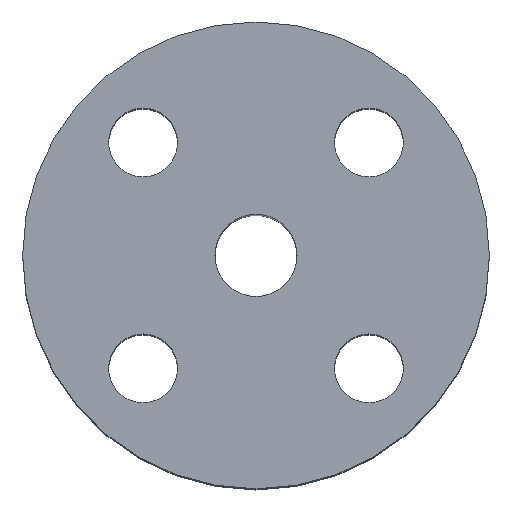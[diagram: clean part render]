
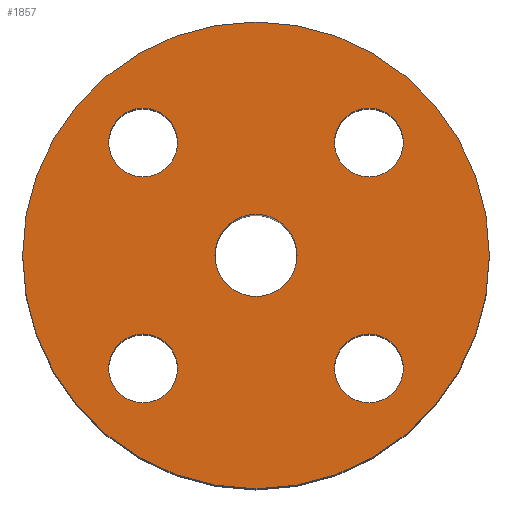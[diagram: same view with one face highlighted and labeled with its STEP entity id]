
A CAD part, top view. The second image highlights one B-rep face of the part: STEP entity #1857.
In plain terms, the highlighted planar face has unit normal (0, 0, 1).
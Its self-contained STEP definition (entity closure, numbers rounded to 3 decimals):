
#63 = VERTEX_POINT ( 'NONE', #1116 ) ;
#143 = DIRECTION ( 'NONE',  ( 0., 0., 1. ) ) ;
#214 = AXIS2_PLACEMENT_3D ( 'NONE', #25286, #6235, #23186 ) ;
#245 = EDGE_CURVE ( 'NONE', #63, #7796, #17960, .T. ) ;
#533 = DIRECTION ( 'NONE',  ( 0., 0., 1. ) ) ;
#758 = EDGE_CURVE ( 'NONE', #21492, #9173, #7751, .T. ) ;
#854 = CARTESIAN_POINT ( 'NONE',  ( 0., 0., 0. ) ) ;
#986 = DIRECTION ( 'NONE',  ( 1., 0., 0. ) ) ;
#1115 = ORIENTED_EDGE ( 'NONE', *, *, #17237, .F. ) ;
#1116 = CARTESIAN_POINT ( 'NONE',  ( -47.5, 0., 0. ) ) ;
#1303 = DIRECTION ( 'NONE',  ( 0., 0., 1. ) ) ;
#1421 = EDGE_LOOP ( 'NONE', ( #6390, #5774 ) ) ;
#1646 = FACE_BOUND ( 'NONE', #1421, .T. ) ;
#1857 = ADVANCED_FACE ( 'NONE', ( #16407, #5819, #14308, #20693, #1646, #10144 ), #2062, .F. ) ;
#1974 = VERTEX_POINT ( 'NONE', #2611 ) ;
#2062 = PLANE ( 'NONE',  #214 ) ;
#2110 = CIRCLE ( 'NONE', #5656, 7. ) ;
#2163 = DIRECTION ( 'NONE',  ( 0., 0., 1. ) ) ;
#2301 = DIRECTION ( 'NONE',  ( -1., 0., 0. ) ) ;
#2611 = CARTESIAN_POINT ( 'NONE',  ( -15.981, -22.981, 0. ) ) ;
#2664 = VERTEX_POINT ( 'NONE', #11960 ) ;
#3327 = CIRCLE ( 'NONE', #8213, 8.35 ) ;
#3552 = CARTESIAN_POINT ( 'NONE',  ( 0., 0., 0. ) ) ;
#4058 = ORIENTED_EDGE ( 'NONE', *, *, #9222, .F. ) ;
#4457 = DIRECTION ( 'NONE',  ( 1., 0., 0. ) ) ;
#4862 = EDGE_LOOP ( 'NONE', ( #21069, #6829 ) ) ;
#5529 = DIRECTION ( 'NONE',  ( 1., 0., 0. ) ) ;
#5629 = AXIS2_PLACEMENT_3D ( 'NONE', #12015, #16057, #15928 ) ;
#5646 = CARTESIAN_POINT ( 'NONE',  ( -29.981, -22.981, 0. ) ) ;
#5656 = AXIS2_PLACEMENT_3D ( 'NONE', #8378, #143, #8644 ) ;
#5672 = AXIS2_PLACEMENT_3D ( 'NONE', #11475, #1303, #22028 ) ;
#5774 = ORIENTED_EDGE ( 'NONE', *, *, #758, .F. ) ;
#5805 = EDGE_LOOP ( 'NONE', ( #15198, #4058 ) ) ;
#5819 = FACE_BOUND ( 'NONE', #12408, .T. ) ;
#6009 = AXIS2_PLACEMENT_3D ( 'NONE', #17192, #11070, #2301 ) ;
#6235 = DIRECTION ( 'NONE',  ( 0., 0., -1. ) ) ;
#6373 = CARTESIAN_POINT ( 'NONE',  ( -8.35, 0., 0. ) ) ;
#6390 = ORIENTED_EDGE ( 'NONE', *, *, #11204, .F. ) ;
#6829 = ORIENTED_EDGE ( 'NONE', *, *, #245, .T. ) ;
#7257 = VERTEX_POINT ( 'NONE', #8999 ) ;
#7476 = DIRECTION ( 'NONE',  ( 0., 0., 1. ) ) ;
#7751 = CIRCLE ( 'NONE', #20196, 8.35 ) ;
#7796 = VERTEX_POINT ( 'NONE', #7984 ) ;
#7984 = CARTESIAN_POINT ( 'NONE',  ( 47.5, 0., 0. ) ) ;
#8009 = DIRECTION ( 'NONE',  ( 0., 0., 1. ) ) ;
#8065 = ORIENTED_EDGE ( 'NONE', *, *, #25572, .F. ) ;
#8213 = AXIS2_PLACEMENT_3D ( 'NONE', #11514, #7476, #9289 ) ;
#8378 = CARTESIAN_POINT ( 'NONE',  ( -22.981, 22.981, 0. ) ) ;
#8644 = DIRECTION ( 'NONE',  ( 0., 1., 0. ) ) ;
#8999 = CARTESIAN_POINT ( 'NONE',  ( 15.981, -22.981, 0. ) ) ;
#9105 = CARTESIAN_POINT ( 'NONE',  ( 22.981, 22.981, 0. ) ) ;
#9173 = VERTEX_POINT ( 'NONE', #17676 ) ;
#9222 = EDGE_CURVE ( 'NONE', #13321, #13771, #25052, .T. ) ;
#9289 = DIRECTION ( 'NONE',  ( 1., 0., 0. ) ) ;
#9505 = CARTESIAN_POINT ( 'NONE',  ( 22.981, -22.981, 0. ) ) ;
#9954 = AXIS2_PLACEMENT_3D ( 'NONE', #19605, #533, #5529 ) ;
#9981 = AXIS2_PLACEMENT_3D ( 'NONE', #10854, #15315, #4457 ) ;
#9985 = CIRCLE ( 'NONE', #20613, 7. ) ;
#10144 = FACE_OUTER_BOUND ( 'NONE', #4862, .T. ) ;
#10854 = CARTESIAN_POINT ( 'NONE',  ( 22.981, 22.981, 0. ) ) ;
#10900 = EDGE_CURVE ( 'NONE', #7796, #63, #22863, .T. ) ;
#10918 = VERTEX_POINT ( 'NONE', #17550 ) ;
#11070 = DIRECTION ( 'NONE',  ( 0., 0., 1. ) ) ;
#11071 = DIRECTION ( 'NONE',  ( 0., 0., 1. ) ) ;
#11204 = EDGE_CURVE ( 'NONE', #9173, #21492, #3327, .T. ) ;
#11435 = ORIENTED_EDGE ( 'NONE', *, *, #20288, .F. ) ;
#11456 = EDGE_CURVE ( 'NONE', #1974, #20808, #14016, .T. ) ;
#11475 = CARTESIAN_POINT ( 'NONE',  ( -22.981, 22.981, 0. ) ) ;
#11514 = CARTESIAN_POINT ( 'NONE',  ( 0., 0., 0. ) ) ;
#11569 = DIRECTION ( 'NONE',  ( 0., 0., 1. ) ) ;
#11960 = CARTESIAN_POINT ( 'NONE',  ( -29.981, 22.981, 0. ) ) ;
#12015 = CARTESIAN_POINT ( 'NONE',  ( 22.981, -22.981, 0. ) ) ;
#12408 = EDGE_LOOP ( 'NONE', ( #20010, #8065 ) ) ;
#13321 = VERTEX_POINT ( 'NONE', #14502 ) ;
#13426 = DIRECTION ( 'NONE',  ( 1., 0., 0. ) ) ;
#13695 = DIRECTION ( 'NONE',  ( 0., -1., 0. ) ) ;
#13771 = VERTEX_POINT ( 'NONE', #20821 ) ;
#13819 = DIRECTION ( 'NONE',  ( 0., 0., 1. ) ) ;
#14016 = CIRCLE ( 'NONE', #6009, 7. ) ;
#14308 = FACE_BOUND ( 'NONE', #15733, .T. ) ;
#14438 = AXIS2_PLACEMENT_3D ( 'NONE', #854, #11569, #986 ) ;
#14502 = CARTESIAN_POINT ( 'NONE',  ( 15.981, 22.981, 0. ) ) ;
#14570 = CIRCLE ( 'NONE', #24764, 7. ) ;
#14963 = CARTESIAN_POINT ( 'NONE',  ( -22.981, -22.981, 0. ) ) ;
#15198 = ORIENTED_EDGE ( 'NONE', *, *, #18745, .F. ) ;
#15315 = DIRECTION ( 'NONE',  ( 0., 0., 1. ) ) ;
#15733 = EDGE_LOOP ( 'NONE', ( #19645, #1115 ) ) ;
#15928 = DIRECTION ( 'NONE',  ( 0., -1., 0. ) ) ;
#16057 = DIRECTION ( 'NONE',  ( 0., 0., 1. ) ) ;
#16354 = CIRCLE ( 'NONE', #19440, 7. ) ;
#16407 = FACE_BOUND ( 'NONE', #19080, .T. ) ;
#17192 = CARTESIAN_POINT ( 'NONE',  ( -22.981, -22.981, 0. ) ) ;
#17237 = EDGE_CURVE ( 'NONE', #2664, #23307, #2110, .T. ) ;
#17550 = CARTESIAN_POINT ( 'NONE',  ( 29.981, -22.981, 0. ) ) ;
#17676 = CARTESIAN_POINT ( 'NONE',  ( 8.35, 0., 0. ) ) ;
#17871 = CARTESIAN_POINT ( 'NONE',  ( -15.981, 22.981, 0. ) ) ;
#17960 = CIRCLE ( 'NONE', #9954, 47.5 ) ;
#17985 = EDGE_CURVE ( 'NONE', #23307, #2664, #19465, .T. ) ;
#18745 = EDGE_CURVE ( 'NONE', #13771, #13321, #14570, .T. ) ;
#19080 = EDGE_LOOP ( 'NONE', ( #20032, #11435 ) ) ;
#19440 = AXIS2_PLACEMENT_3D ( 'NONE', #9505, #13819, #13695 ) ;
#19465 = CIRCLE ( 'NONE', #5672, 7. ) ;
#19605 = CARTESIAN_POINT ( 'NONE',  ( 0., 0., 0. ) ) ;
#19645 = ORIENTED_EDGE ( 'NONE', *, *, #17985, .F. ) ;
#20010 = ORIENTED_EDGE ( 'NONE', *, *, #11456, .F. ) ;
#20032 = ORIENTED_EDGE ( 'NONE', *, *, #22542, .F. ) ;
#20196 = AXIS2_PLACEMENT_3D ( 'NONE', #3552, #8009, #21062 ) ;
#20288 = EDGE_CURVE ( 'NONE', #7257, #10918, #27023, .T. ) ;
#20613 = AXIS2_PLACEMENT_3D ( 'NONE', #14963, #2163, #23420 ) ;
#20693 = FACE_BOUND ( 'NONE', #5805, .T. ) ;
#20808 = VERTEX_POINT ( 'NONE', #5646 ) ;
#20821 = CARTESIAN_POINT ( 'NONE',  ( 29.981, 22.981, 0. ) ) ;
#21062 = DIRECTION ( 'NONE',  ( 1., 0., 0. ) ) ;
#21069 = ORIENTED_EDGE ( 'NONE', *, *, #10900, .T. ) ;
#21492 = VERTEX_POINT ( 'NONE', #6373 ) ;
#22028 = DIRECTION ( 'NONE',  ( 0., 1., 0. ) ) ;
#22542 = EDGE_CURVE ( 'NONE', #10918, #7257, #16354, .T. ) ;
#22863 = CIRCLE ( 'NONE', #14438, 47.5 ) ;
#23186 = DIRECTION ( 'NONE',  ( -1., 0., 0. ) ) ;
#23307 = VERTEX_POINT ( 'NONE', #17871 ) ;
#23420 = DIRECTION ( 'NONE',  ( -1., 0., 0. ) ) ;
#24764 = AXIS2_PLACEMENT_3D ( 'NONE', #9105, #11071, #13426 ) ;
#25052 = CIRCLE ( 'NONE', #9981, 7. ) ;
#25286 = CARTESIAN_POINT ( 'NONE',  ( 0., 8.35, 0. ) ) ;
#25572 = EDGE_CURVE ( 'NONE', #20808, #1974, #9985, .T. ) ;
#27023 = CIRCLE ( 'NONE', #5629, 7. ) ;
